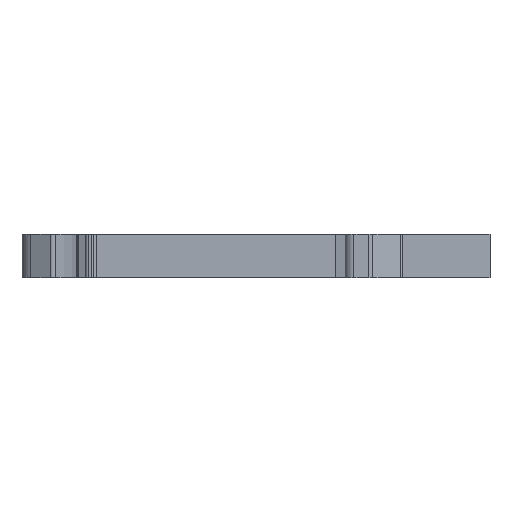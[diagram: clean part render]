
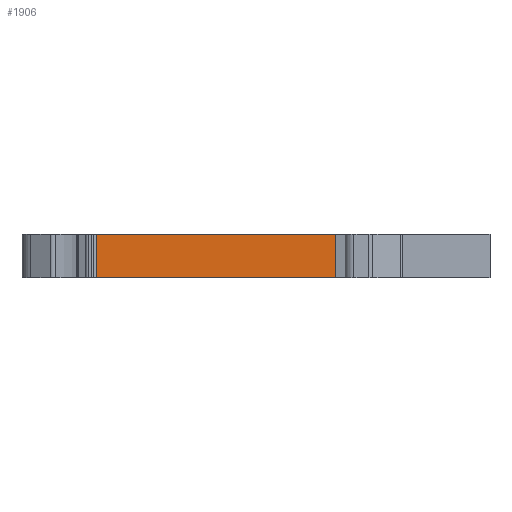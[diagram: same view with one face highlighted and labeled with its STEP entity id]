
A CAD part, front view. The second image highlights one B-rep face of the part: STEP entity #1906.
In plain terms, the highlighted planar face has unit normal (0, -1, 0).
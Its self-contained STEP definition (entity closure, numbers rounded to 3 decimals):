
#468=LINE('',#9329,#1133);
#488=LINE('',#9410,#1153);
#903=LINE('',#10832,#1568);
#904=LINE('',#10834,#1569);
#1133=VECTOR('',#7357,1.);
#1153=VECTOR('',#7423,1.);
#1568=VECTOR('',#8468,1.);
#1569=VECTOR('',#8471,1.);
#1906=ADVANCED_FACE('',(#2450),#2164,.F.);
#2164=PLANE('',#6991);
#2450=FACE_OUTER_BOUND('',#2793,.T.);
#2793=EDGE_LOOP('',(#4363,#4364,#4365,#4366));
#4363=ORIENTED_EDGE('',*,*,#5688,.F.);
#4364=ORIENTED_EDGE('',*,*,#6267,.T.);
#4365=ORIENTED_EDGE('',*,*,#5648,.F.);
#4366=ORIENTED_EDGE('',*,*,#6266,.F.);
#5004=VERTEX_POINT('',#9328);
#5005=VERTEX_POINT('',#9330);
#5042=VERTEX_POINT('',#9409);
#5043=VERTEX_POINT('',#9411);
#5648=EDGE_CURVE('',#5004,#5005,#468,.T.);
#5688=EDGE_CURVE('',#5042,#5043,#488,.T.);
#6266=EDGE_CURVE('',#5043,#5004,#903,.T.);
#6267=EDGE_CURVE('',#5042,#5005,#904,.T.);
#6991=AXIS2_PLACEMENT_3D('',#10835,#8472,#8473);
#7357=DIRECTION('',(-1.,0.,0.));
#7423=DIRECTION('',(1.,0.,0.));
#8468=DIRECTION('',(0.,0.,-1.));
#8471=DIRECTION('',(0.,0.,-1.));
#8472=DIRECTION('',(0.,1.,0.));
#8473=DIRECTION('',(0.,0.,1.));
#9328=CARTESIAN_POINT('',(14.384,0.3,-5.1));
#9329=CARTESIAN_POINT('',(14.384,0.3,-5.1));
#9330=CARTESIAN_POINT('',(-13.78,0.3,-5.1));
#9409=CARTESIAN_POINT('',(-13.78,0.3,0.));
#9410=CARTESIAN_POINT('',(4.883,0.3,0.));
#9411=CARTESIAN_POINT('',(14.384,0.3,0.));
#10832=CARTESIAN_POINT('',(14.384,0.3,0.));
#10834=CARTESIAN_POINT('',(-13.78,0.3,0.));
#10835=CARTESIAN_POINT('',(14.384,0.3,0.));
